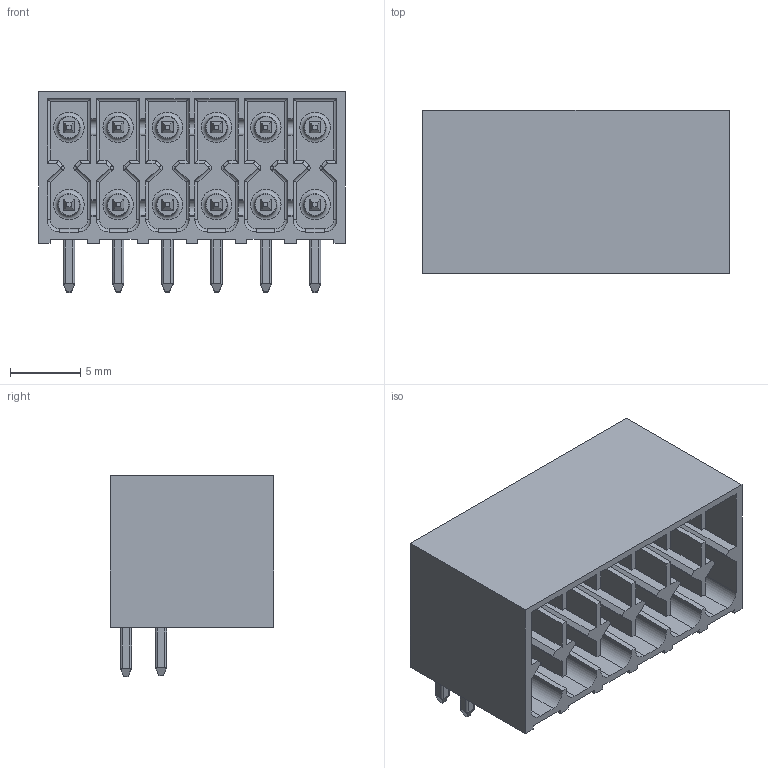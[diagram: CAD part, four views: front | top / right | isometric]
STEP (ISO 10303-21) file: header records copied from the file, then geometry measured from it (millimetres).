
FILE_DESCRIPTION(/* description */ ('Unknown'),/* implementation_level */ '2;1');
FILE_NAME(/* name */ '691378110012',/* time_stamp */ '2024-07-04T10:24:42+02:00',/* author */ ('Unknown'),/* organization */ ('Unknown'),/* preprocessor_version */ 'ST-DEVELOPER v18.104',/* originating_system */ 'Solid Edge',/* authorisation */ 'Unknown');
FILE_SCHEMA (('AUTOMOTIVE_DESIGN {1 0 10303 214 3 1 1}'));
Length unit declared in the file: millimetre
Products named in the file (5): 6913781100xx; 691378110012; 691378110012_Insert; 6913781100xx_Lower Contact; 6913781100xx_Upper Contact
Assembly tree (14 placements, depth 2):
  6913781100xx
    691378110012
    691378110012_Insert
    6913781100xx_Lower Contact  x6
    6913781100xx_Upper Contact  x6
Bounding box: 21.8 x 11.6 x 14.3 mm (x, y, z)
Volume: 1129 mm3; surface area: 3908 mm2
Topology: 14 solids, 14 shells, 1614 faces, 4120 edges, 2530 vertices
Faces by surface type: plane 1100, cylinder 418, torus 84, cone 12
Entity records: 30250 total; most frequent: CARTESIAN_POINT 5441, ORIENTED_EDGE 5248, DIRECTION 4880, EDGE_CURVE 2624, LINE 2246, VECTOR 2246, VERTEX_POINT 1678, AXIS2_PLACEMENT_3D 1317
